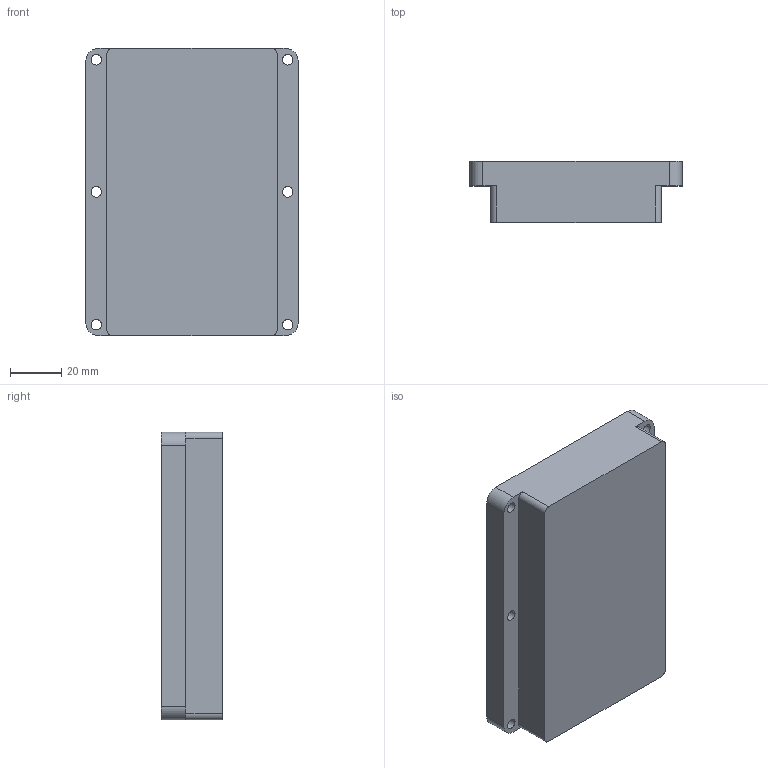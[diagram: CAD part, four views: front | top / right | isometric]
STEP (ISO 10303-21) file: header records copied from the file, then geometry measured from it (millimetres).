
FILE_DESCRIPTION(/* description */ (''),/* implementation_level */ '2;1');
FILE_NAME(/* name */ '1005025-exact-INDICATOR,STATUS CAUTION.step',/* time_stamp */ '2019-04-15T16:23:05-05:00',/* author */ (''),/* organization */ (''),/* preprocessor_version */ 'ST-DEVELOPER v18',/* originating_system */ 'Autodesk Translation Framework v8.2.0.1029',/* authorisation */ '');
FILE_SCHEMA (('AUTOMOTIVE_DESIGN { 1 0 10303 214 3 1 1 }'));
Length unit declared in the file: inch
Products named in the file (2): 1005025-exact-INDICATOR,STATUS CAUTION; 1005025
Assembly tree (1 placements, depth 2):
  1005025-exact-INDICATOR,STATUS CAUTION
    1005025
Bounding box: 82.8 x 23.88 x 112.19 mm (x, y, z)
Volume: 194597.8 mm3; surface area: 27820.2 mm2
Topology: 1 solids, 1 shells, 24 faces, 72 edges, 50 vertices
Faces by surface type: cylinder 14, plane 10
Full cylindrical faces by diameter (mm): 4.115 x6
Entity records: 917 total; most frequent: DIRECTION 160, CARTESIAN_POINT 149, ORIENTED_EDGE 144, EDGE_CURVE 72, AXIS2_PLACEMENT_3D 61, VERTEX_POINT 50, LINE 38, VECTOR 38
